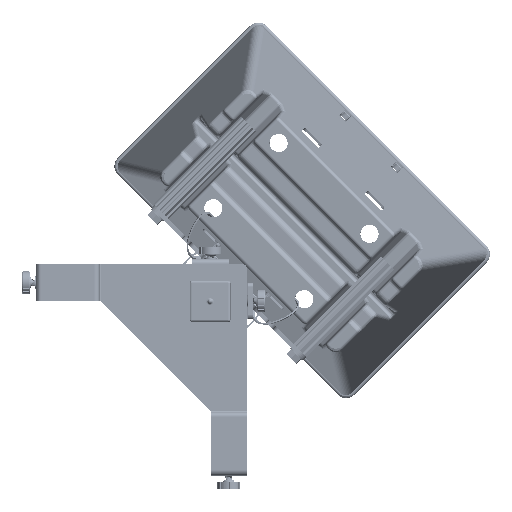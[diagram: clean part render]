
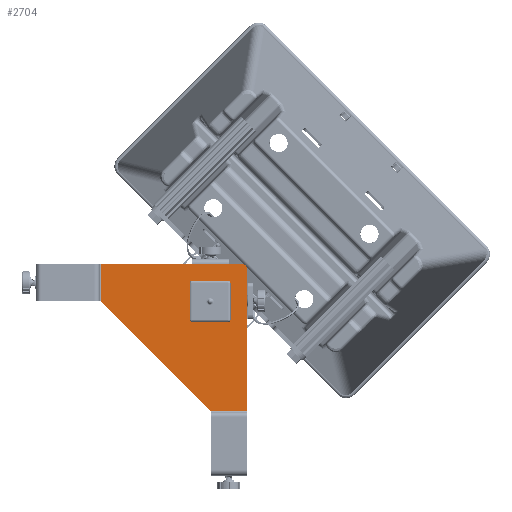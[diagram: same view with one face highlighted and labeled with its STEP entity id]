
A CAD part, front view. The second image highlights one B-rep face of the part: STEP entity #2704.
In plain terms, the highlighted face is planar.
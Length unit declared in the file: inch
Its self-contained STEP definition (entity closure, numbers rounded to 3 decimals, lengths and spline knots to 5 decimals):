
#465 = DIRECTION ( 'NONE',  ( 1., 0., 0. ) ) ;
#564 = ORIENTED_EDGE ( 'NONE', *, *, #49718, .T. ) ;
#717 = CARTESIAN_POINT ( 'NONE',  ( 0.5125, 0., -0.4125 ) ) ;
#1612 = PLANE ( 'NONE',  #42969 ) ;
#2221 = ORIENTED_EDGE ( 'NONE', *, *, #37692, .F. ) ;
#2446 = CIRCLE ( 'NONE', #12606, 0.1 ) ;
#2501 = CIRCLE ( 'NONE', #38023, 0.1 ) ;
#2704 = ADVANCED_FACE ( 'NONE', ( #59744, #10803 ), #1612, .F. ) ;
#3489 = CARTESIAN_POINT ( 'NONE',  ( -1., 0., -3. ) ) ;
#3510 = EDGE_CURVE ( 'NONE', #57688, #48901, #38943, .T. ) ;
#4844 = DIRECTION ( 'NONE',  ( 0., 0., -1. ) ) ;
#4909 = EDGE_CURVE ( 'NONE', #48901, #57830, #33475, .T. ) ;
#5019 = VECTOR ( 'NONE', #465, 39.37008 ) ;
#5114 = CARTESIAN_POINT ( 'NONE',  ( 0.4125, 0., -0.5125 ) ) ;
#5680 = EDGE_CURVE ( 'NONE', #28570, #55730, #7288, .T. ) ;
#6021 = CARTESIAN_POINT ( 'NONE',  ( -0.5125, 0., -0.4125 ) ) ;
#6594 = DIRECTION ( 'NONE',  ( 0., 0., -1. ) ) ;
#6817 = CIRCLE ( 'NONE', #55492, 0.1 ) ;
#6828 = ORIENTED_EDGE ( 'NONE', *, *, #41081, .T. ) ;
#7288 = LINE ( 'NONE', #3489, #28027 ) ;
#8242 = CARTESIAN_POINT ( 'NONE',  ( 0.5125, 0., -0.5125 ) ) ;
#8279 = CARTESIAN_POINT ( 'NONE',  ( -0.875, 0., 0.875 ) ) ;
#8442 = ORIENTED_EDGE ( 'NONE', *, *, #3510, .T. ) ;
#8981 = CARTESIAN_POINT ( 'NONE',  ( 0.5125, 0., 0.5125 ) ) ;
#9880 = EDGE_CURVE ( 'NONE', #55730, #55491, #21515, .T. ) ;
#10803 = FACE_OUTER_BOUND ( 'NONE', #11173, .T. ) ;
#11078 = VECTOR ( 'NONE', #60258, 39.37008 ) ;
#11173 = EDGE_LOOP ( 'NONE', ( #31241, #59475, #6828, #8442, #50492, #53013, #60810, #39752 ) ) ;
#11387 = CARTESIAN_POINT ( 'NONE',  ( 0.5125, 0., 0.5125 ) ) ;
#11938 = DIRECTION ( 'NONE',  ( 0., -1., 0. ) ) ;
#12510 = EDGE_CURVE ( 'NONE', #23087, #17144, #13829, .T. ) ;
#12606 = AXIS2_PLACEMENT_3D ( 'NONE', #46577, #37362, #17970 ) ;
#13504 = EDGE_CURVE ( 'NONE', #30244, #17144, #52108, .T. ) ;
#13660 = CARTESIAN_POINT ( 'NONE',  ( 0.5125, 0., 0.4125 ) ) ;
#13829 = CIRCLE ( 'NONE', #62554, 0.1 ) ;
#14679 = DIRECTION ( 'NONE',  ( 0., 0., -1. ) ) ;
#14981 = EDGE_CURVE ( 'NONE', #55491, #60883, #24213, .T. ) ;
#15729 = LINE ( 'NONE', #35133, #46743 ) ;
#15827 = DIRECTION ( 'NONE',  ( 0., 0., -1. ) ) ;
#16201 = DIRECTION ( 'NONE',  ( 0., -1., 0. ) ) ;
#17144 = VERTEX_POINT ( 'NONE', #58915 ) ;
#17970 = DIRECTION ( 'NONE',  ( 0., 0., -1. ) ) ;
#18197 = EDGE_CURVE ( 'NONE', #30244, #41436, #2446, .T. ) ;
#18223 = DIRECTION ( 'NONE',  ( 0., 0., -1. ) ) ;
#19872 = CARTESIAN_POINT ( 'NONE',  ( -0.5, 0., 1. ) ) ;
#20824 = CARTESIAN_POINT ( 'NONE',  ( -0.5, 0., 1. ) ) ;
#21118 = VERTEX_POINT ( 'NONE', #48256 ) ;
#21515 = LINE ( 'NONE', #40890, #11078 ) ;
#22946 = EDGE_LOOP ( 'NONE', ( #2221, #40538, #49974, #52447, #34194, #38468, #41027, #564 ) ) ;
#23087 = VERTEX_POINT ( 'NONE', #6021 ) ;
#23881 = VECTOR ( 'NONE', #49046, 39.37008 ) ;
#24125 = LINE ( 'NONE', #43498, #45341 ) ;
#24127 = EDGE_CURVE ( 'NONE', #53961, #41436, #61754, .T. ) ;
#24213 = CIRCLE ( 'NONE', #26273, 0.125 ) ;
#25188 = CARTESIAN_POINT ( 'NONE',  ( 0., 0., -3. ) ) ;
#25301 = DIRECTION ( 'NONE',  ( -0.707, 0., -0.707 ) ) ;
#25375 = DIRECTION ( 'NONE',  ( 0., -1., 0. ) ) ;
#25728 = EDGE_CURVE ( 'NONE', #23087, #21118, #24125, .T. ) ;
#25740 = VECTOR ( 'NONE', #42100, 39.37008 ) ;
#25867 = EDGE_CURVE ( 'NONE', #32187, #21118, #6817, .T. ) ;
#26273 = AXIS2_PLACEMENT_3D ( 'NONE', #8279, #41334, #46422 ) ;
#26687 = DIRECTION ( 'NONE',  ( -1., 0., 0. ) ) ;
#28027 = VECTOR ( 'NONE', #26687, 39.37008 ) ;
#28570 = VERTEX_POINT ( 'NONE', #25188 ) ;
#28693 = LINE ( 'NONE', #58233, #29931 ) ;
#29153 = CARTESIAN_POINT ( 'NONE',  ( -1., 0., 0.875 ) ) ;
#29931 = VECTOR ( 'NONE', #14679, 39.37008 ) ;
#30244 = VERTEX_POINT ( 'NONE', #5114 ) ;
#30324 = CARTESIAN_POINT ( 'NONE',  ( 3., 0., 1. ) ) ;
#30816 = CARTESIAN_POINT ( 'NONE',  ( 0., 0., 0. ) ) ;
#31241 = ORIENTED_EDGE ( 'NONE', *, *, #9880, .T. ) ;
#32187 = VERTEX_POINT ( 'NONE', #57932 ) ;
#33475 = LINE ( 'NONE', #52857, #23881 ) ;
#34194 = ORIENTED_EDGE ( 'NONE', *, *, #13504, .F. ) ;
#34253 = VECTOR ( 'NONE', #37798, 39.37008 ) ;
#34849 = CARTESIAN_POINT ( 'NONE',  ( 3., 0., 0. ) ) ;
#34957 = VECTOR ( 'NONE', #59589, 39.37008 ) ;
#35133 = CARTESIAN_POINT ( 'NONE',  ( 0., 0., -3. ) ) ;
#35605 = DIRECTION ( 'NONE',  ( 0., 0., -1. ) ) ;
#37362 = DIRECTION ( 'NONE',  ( 0., -1., 0. ) ) ;
#37692 = EDGE_CURVE ( 'NONE', #32187, #38356, #54917, .T. ) ;
#37798 = DIRECTION ( 'NONE',  ( -1., 0., 0. ) ) ;
#38023 = AXIS2_PLACEMENT_3D ( 'NONE', #43276, #11938, #4844 ) ;
#38356 = VERTEX_POINT ( 'NONE', #40390 ) ;
#38468 = ORIENTED_EDGE ( 'NONE', *, *, #18197, .T. ) ;
#38943 = LINE ( 'NONE', #19872, #34957 ) ;
#39752 = ORIENTED_EDGE ( 'NONE', *, *, #5680, .T. ) ;
#39859 = LINE ( 'NONE', #30324, #5019 ) ;
#40390 = CARTESIAN_POINT ( 'NONE',  ( 0.4125, 0., 0.5125 ) ) ;
#40538 = ORIENTED_EDGE ( 'NONE', *, *, #25867, .T. ) ;
#40890 = CARTESIAN_POINT ( 'NONE',  ( -1., 0., 1. ) ) ;
#41027 = ORIENTED_EDGE ( 'NONE', *, *, #24127, .F. ) ;
#41081 = EDGE_CURVE ( 'NONE', #60883, #57688, #39859, .T. ) ;
#41334 = DIRECTION ( 'NONE',  ( 0., 1., 0. ) ) ;
#41436 = VERTEX_POINT ( 'NONE', #717 ) ;
#42100 = DIRECTION ( 'NONE',  ( 1., 0., 0. ) ) ;
#42969 = AXIS2_PLACEMENT_3D ( 'NONE', #30816, #16201, #35605 ) ;
#43276 = CARTESIAN_POINT ( 'NONE',  ( 0.4125, 0., 0.4125 ) ) ;
#43498 = CARTESIAN_POINT ( 'NONE',  ( -0.5125, 0., 0.5125 ) ) ;
#44100 = CARTESIAN_POINT ( 'NONE',  ( -0.4125, 0., -0.4125 ) ) ;
#44754 = EDGE_CURVE ( 'NONE', #49361, #28570, #15729, .T. ) ;
#45341 = VECTOR ( 'NONE', #45684, 39.37008 ) ;
#45684 = DIRECTION ( 'NONE',  ( 0., 0., 1. ) ) ;
#46422 = DIRECTION ( 'NONE',  ( 0., 0., -1. ) ) ;
#46577 = CARTESIAN_POINT ( 'NONE',  ( 0.4125, 0., -0.4125 ) ) ;
#46743 = VECTOR ( 'NONE', #25301, 39.37008 ) ;
#46862 = CARTESIAN_POINT ( 'NONE',  ( 3., 0., 1. ) ) ;
#48256 = CARTESIAN_POINT ( 'NONE',  ( -0.5125, 0., 0.4125 ) ) ;
#48395 = CARTESIAN_POINT ( 'NONE',  ( -1., 0., -3. ) ) ;
#48901 = VERTEX_POINT ( 'NONE', #52130 ) ;
#49046 = DIRECTION ( 'NONE',  ( 1., 0., 0. ) ) ;
#49361 = VERTEX_POINT ( 'NONE', #34849 ) ;
#49718 = EDGE_CURVE ( 'NONE', #53961, #38356, #2501, .T. ) ;
#49974 = ORIENTED_EDGE ( 'NONE', *, *, #25728, .F. ) ;
#50492 = ORIENTED_EDGE ( 'NONE', *, *, #4909, .T. ) ;
#50671 = CARTESIAN_POINT ( 'NONE',  ( -0.875, 0., 1. ) ) ;
#51471 = EDGE_CURVE ( 'NONE', #57830, #49361, #28693, .T. ) ;
#52108 = LINE ( 'NONE', #8242, #34253 ) ;
#52130 = CARTESIAN_POINT ( 'NONE',  ( 0.5, 0., 1. ) ) ;
#52447 = ORIENTED_EDGE ( 'NONE', *, *, #12510, .T. ) ;
#52857 = CARTESIAN_POINT ( 'NONE',  ( 3., 0., 1. ) ) ;
#53013 = ORIENTED_EDGE ( 'NONE', *, *, #51471, .T. ) ;
#53961 = VERTEX_POINT ( 'NONE', #13660 ) ;
#54917 = LINE ( 'NONE', #11387, #25740 ) ;
#55227 = CARTESIAN_POINT ( 'NONE',  ( -0.4125, 0., 0.4125 ) ) ;
#55491 = VERTEX_POINT ( 'NONE', #29153 ) ;
#55492 = AXIS2_PLACEMENT_3D ( 'NONE', #55227, #59376, #15827 ) ;
#55730 = VERTEX_POINT ( 'NONE', #48395 ) ;
#57688 = VERTEX_POINT ( 'NONE', #20824 ) ;
#57830 = VERTEX_POINT ( 'NONE', #46862 ) ;
#57932 = CARTESIAN_POINT ( 'NONE',  ( -0.4125, 0., 0.5125 ) ) ;
#58233 = CARTESIAN_POINT ( 'NONE',  ( 3., 0., 0. ) ) ;
#58915 = CARTESIAN_POINT ( 'NONE',  ( -0.4125, 0., -0.5125 ) ) ;
#59021 = VECTOR ( 'NONE', #18223, 39.37008 ) ;
#59376 = DIRECTION ( 'NONE',  ( 0., -1., 0. ) ) ;
#59475 = ORIENTED_EDGE ( 'NONE', *, *, #14981, .T. ) ;
#59589 = DIRECTION ( 'NONE',  ( 1., 0., 0. ) ) ;
#59744 = FACE_BOUND ( 'NONE', #22946, .T. ) ;
#60258 = DIRECTION ( 'NONE',  ( 0., 0., 1. ) ) ;
#60810 = ORIENTED_EDGE ( 'NONE', *, *, #44754, .T. ) ;
#60883 = VERTEX_POINT ( 'NONE', #50671 ) ;
#61754 = LINE ( 'NONE', #8981, #59021 ) ;
#62554 = AXIS2_PLACEMENT_3D ( 'NONE', #44100, #25375, #6594 ) ;
